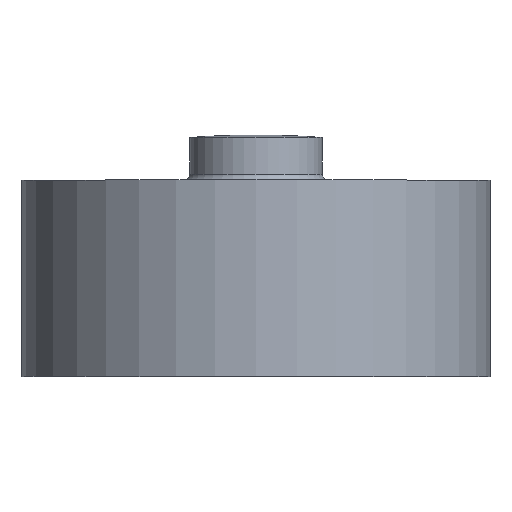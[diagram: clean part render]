
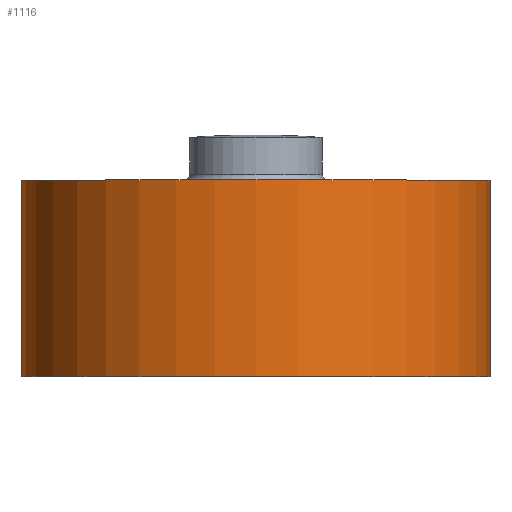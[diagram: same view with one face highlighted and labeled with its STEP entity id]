
A CAD part, top view. The second image highlights one B-rep face of the part: STEP entity #1116.
In plain terms, the highlighted cylindrical face has radius 77.5 mm (diameter 155 mm), a partial arc.
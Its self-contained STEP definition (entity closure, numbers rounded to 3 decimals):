
#6 = AXIS2_PLACEMENT_3D ( 'NONE', #187, #430, #522 ) ;
#25 = LINE ( 'NONE', #87, #795 ) ;
#42 = VERTEX_POINT ( 'NONE', #849 ) ;
#53 = FACE_OUTER_BOUND ( 'NONE', #519, .T. ) ;
#62 = CARTESIAN_POINT ( 'NONE',  ( 77.5, 65., 0. ) ) ;
#68 = DIRECTION ( 'NONE',  ( 0., 1., 0. ) ) ;
#71 = AXIS2_PLACEMENT_3D ( 'NONE', #809, #550, #545 ) ;
#87 = CARTESIAN_POINT ( 'NONE',  ( -77.5, 80., 0. ) ) ;
#91 = ORIENTED_EDGE ( 'NONE', *, *, #704, .F. ) ;
#148 = CARTESIAN_POINT ( 'NONE',  ( 0., 65., 0. ) ) ;
#187 = CARTESIAN_POINT ( 'NONE',  ( 0., 80., 0. ) ) ;
#275 = VERTEX_POINT ( 'NONE', #471 ) ;
#421 = DIRECTION ( 'NONE',  ( 0., 1., 0. ) ) ;
#430 = DIRECTION ( 'NONE',  ( 0., 1., 0. ) ) ;
#463 = ORIENTED_EDGE ( 'NONE', *, *, #941, .T. ) ;
#471 = CARTESIAN_POINT ( 'NONE',  ( 77.5, 0., 0. ) ) ;
#519 = EDGE_LOOP ( 'NONE', ( #463, #1053, #91, #721 ) ) ;
#522 = DIRECTION ( 'NONE',  ( -1., 0., 0. ) ) ;
#534 = VERTEX_POINT ( 'NONE', #1117 ) ;
#545 = DIRECTION ( 'NONE',  ( -1., 0., 0. ) ) ;
#550 = DIRECTION ( 'NONE',  ( 0., 1., 0. ) ) ;
#560 = EDGE_CURVE ( 'NONE', #534, #42, #25, .T. ) ;
#565 = LINE ( 'NONE', #660, #840 ) ;
#584 = CYLINDRICAL_SURFACE ( 'NONE', #6, 77.5 ) ;
#657 = CIRCLE ( 'NONE', #1000, 77.5 ) ;
#660 = CARTESIAN_POINT ( 'NONE',  ( 77.5, 80., 0. ) ) ;
#677 = EDGE_CURVE ( 'NONE', #275, #737, #565, .T. ) ;
#704 = EDGE_CURVE ( 'NONE', #42, #737, #657, .T. ) ;
#721 = ORIENTED_EDGE ( 'NONE', *, *, #560, .F. ) ;
#737 = VERTEX_POINT ( 'NONE', #62 ) ;
#795 = VECTOR ( 'NONE', #421, 1000. ) ;
#809 = CARTESIAN_POINT ( 'NONE',  ( 0., 0., 0. ) ) ;
#818 = DIRECTION ( 'NONE',  ( 0., 1., 0. ) ) ;
#840 = VECTOR ( 'NONE', #68, 1000. ) ;
#845 = CIRCLE ( 'NONE', #71, 77.5 ) ;
#849 = CARTESIAN_POINT ( 'NONE',  ( -77.5, 65., 0. ) ) ;
#923 = DIRECTION ( 'NONE',  ( -1., 0., 0. ) ) ;
#941 = EDGE_CURVE ( 'NONE', #534, #275, #845, .T. ) ;
#1000 = AXIS2_PLACEMENT_3D ( 'NONE', #148, #818, #923 ) ;
#1053 = ORIENTED_EDGE ( 'NONE', *, *, #677, .T. ) ;
#1116 = ADVANCED_FACE ( 'NONE', ( #53 ), #584, .T. ) ;
#1117 = CARTESIAN_POINT ( 'NONE',  ( -77.5, 0., 0. ) ) ;
